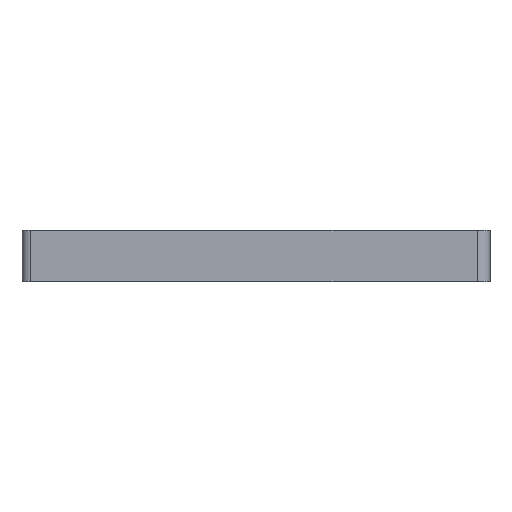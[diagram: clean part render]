
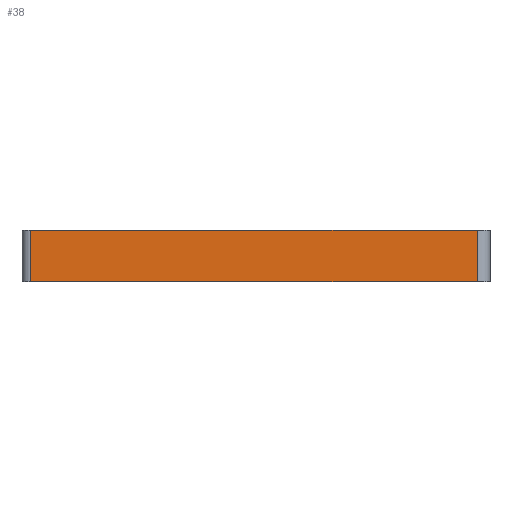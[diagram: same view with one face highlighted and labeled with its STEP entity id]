
A CAD part, left-side view. The second image highlights one B-rep face of the part: STEP entity #38.
In plain terms, the highlighted planar face has unit normal (-1, 0, 0).
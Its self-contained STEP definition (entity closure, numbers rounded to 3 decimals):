
#3 = CARTESIAN_POINT ( 'NONE',  ( 0., 0., 12. ) ) ;
#7 = DIRECTION ( 'NONE',  ( 0., -1., 0. ) ) ;
#38 = ADVANCED_FACE ( 'NONE', ( #244 ), #515, .F. ) ;
#45 = DIRECTION ( 'NONE',  ( 0., 0., 1. ) ) ;
#49 = LINE ( 'NONE', #556, #633 ) ;
#74 = LINE ( 'NONE', #414, #123 ) ;
#116 = CARTESIAN_POINT ( 'NONE',  ( 0., 108., 12. ) ) ;
#123 = VECTOR ( 'NONE', #7, 1000. ) ;
#132 = EDGE_CURVE ( 'NONE', #485, #215, #707, .T. ) ;
#153 = LINE ( 'NONE', #435, #197 ) ;
#162 = VERTEX_POINT ( 'NONE', #770 ) ;
#187 = EDGE_LOOP ( 'NONE', ( #429, #679, #607, #685 ) ) ;
#197 = VECTOR ( 'NONE', #284, 1000. ) ;
#215 = VERTEX_POINT ( 'NONE', #911 ) ;
#244 = FACE_OUTER_BOUND ( 'NONE', #187, .T. ) ;
#268 = EDGE_CURVE ( 'NONE', #899, #162, #74, .T. ) ;
#284 = DIRECTION ( 'NONE',  ( 0., 0., -1. ) ) ;
#322 = CARTESIAN_POINT ( 'NONE',  ( 0., 108., 0. ) ) ;
#414 = CARTESIAN_POINT ( 'NONE',  ( 0., 0., 0. ) ) ;
#419 = AXIS2_PLACEMENT_3D ( 'NONE', #463, #597, #747 ) ;
#429 = ORIENTED_EDGE ( 'NONE', *, *, #268, .T. ) ;
#435 = CARTESIAN_POINT ( 'NONE',  ( 0., 108., 12. ) ) ;
#447 = VECTOR ( 'NONE', #775, 1000. ) ;
#463 = CARTESIAN_POINT ( 'NONE',  ( 0., 0., 12. ) ) ;
#485 = VERTEX_POINT ( 'NONE', #116 ) ;
#515 = PLANE ( 'NONE',  #419 ) ;
#556 = CARTESIAN_POINT ( 'NONE',  ( 0., 3., 12. ) ) ;
#597 = DIRECTION ( 'NONE',  ( 1., 0., 0. ) ) ;
#607 = ORIENTED_EDGE ( 'NONE', *, *, #132, .F. ) ;
#633 = VECTOR ( 'NONE', #45, 1000. ) ;
#654 = EDGE_CURVE ( 'NONE', #485, #899, #153, .T. ) ;
#679 = ORIENTED_EDGE ( 'NONE', *, *, #764, .T. ) ;
#685 = ORIENTED_EDGE ( 'NONE', *, *, #654, .T. ) ;
#707 = LINE ( 'NONE', #3, #447 ) ;
#747 = DIRECTION ( 'NONE',  ( 0., 0., -1. ) ) ;
#764 = EDGE_CURVE ( 'NONE', #162, #215, #49, .T. ) ;
#770 = CARTESIAN_POINT ( 'NONE',  ( 0., 3., 0. ) ) ;
#775 = DIRECTION ( 'NONE',  ( 0., -1., 0. ) ) ;
#899 = VERTEX_POINT ( 'NONE', #322 ) ;
#911 = CARTESIAN_POINT ( 'NONE',  ( 0., 3., 12. ) ) ;
